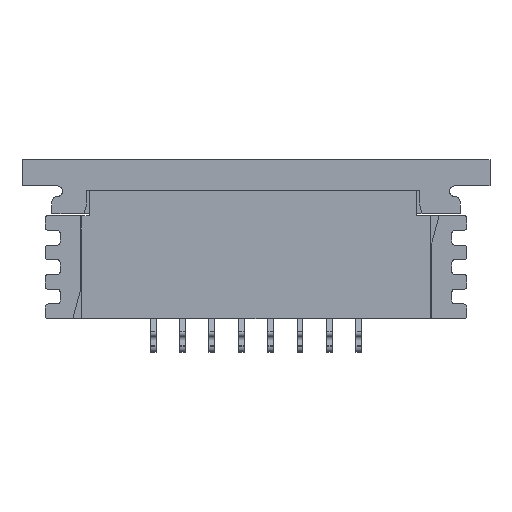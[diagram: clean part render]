
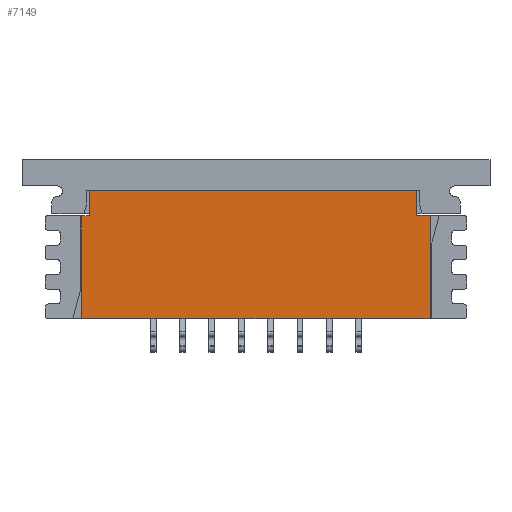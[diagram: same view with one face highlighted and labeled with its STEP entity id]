
A CAD part, front view. The second image highlights one B-rep face of the part: STEP entity #7149.
In plain terms, the highlighted planar face has unit normal (0, -1, 0).
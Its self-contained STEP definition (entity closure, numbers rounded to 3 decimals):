
#72=DIRECTION('',(1.,0.,0.));
#73=VECTOR('',#72,0.26);
#74=CARTESIAN_POINT('',(-5.935,-1.245,-0.87));
#75=LINE('',#74,#73);
#76=DIRECTION('',(1.,0.,0.));
#77=VECTOR('',#76,0.46);
#78=CARTESIAN_POINT('',(5.475,-1.245,-0.87));
#79=LINE('',#78,#77);
#80=DIRECTION('',(0.,0.,1.));
#81=VECTOR('',#80,3.5);
#82=CARTESIAN_POINT('',(5.935,-1.245,-4.37));
#83=LINE('',#82,#81);
#84=DIRECTION('',(-1.,0.,0.));
#85=VECTOR('',#84,11.87);
#86=CARTESIAN_POINT('',(5.935,-1.245,-4.37));
#87=LINE('',#86,#85);
#88=DIRECTION('',(0.,0.,1.));
#89=VECTOR('',#88,3.5);
#90=CARTESIAN_POINT('',(-5.935,-1.245,-4.37));
#91=LINE('',#90,#89);
#954=DIRECTION('',(-1.,0.,0.));
#955=VECTOR('',#954,11.15);
#956=CARTESIAN_POINT('',(5.475,-1.245,0.));
#957=LINE('',#956,#955);
#1116=DIRECTION('',(0.,0.,1.));
#1117=VECTOR('',#1116,0.87);
#1118=CARTESIAN_POINT('',(5.475,-1.245,-0.87));
#1119=LINE('',#1118,#1117);
#2840=DIRECTION('',(0.,0.,1.));
#2841=VECTOR('',#2840,0.87);
#2842=CARTESIAN_POINT('',(-5.675,-1.245,-0.87));
#2843=LINE('',#2842,#2841);
#5452=CARTESIAN_POINT('',(5.935,-1.245,-4.37));
#5453=CARTESIAN_POINT('',(5.935,-1.245,-0.87));
#5454=VERTEX_POINT('',#5452);
#5455=VERTEX_POINT('',#5453);
#5456=CARTESIAN_POINT('',(-5.935,-1.245,-4.37));
#5457=CARTESIAN_POINT('',(-5.935,-1.245,-0.87));
#5458=VERTEX_POINT('',#5456);
#5459=VERTEX_POINT('',#5457);
#5704=CARTESIAN_POINT('',(5.475,-1.245,-0.87));
#5706=VERTEX_POINT('',#5704);
#5722=CARTESIAN_POINT('',(5.475,-1.245,0.));
#5723=VERTEX_POINT('',#5722);
#5732=CARTESIAN_POINT('',(-5.675,-1.245,-0.87));
#5734=VERTEX_POINT('',#5732);
#5750=CARTESIAN_POINT('',(-5.675,-1.245,0.));
#5751=VERTEX_POINT('',#5750);
#7126=CARTESIAN_POINT('',(0.,-1.245,0.));
#7127=DIRECTION('',(0.,1.,0.));
#7128=DIRECTION('',(1.,0.,0.));
#7129=AXIS2_PLACEMENT_3D('',#7126,#7127,#7128);
#7130=PLANE('',#7129);
#7132=ORIENTED_EDGE('',*,*,#7131,.T.);
#7134=ORIENTED_EDGE('',*,*,#7133,.T.);
#7136=ORIENTED_EDGE('',*,*,#7135,.F.);
#7138=ORIENTED_EDGE('',*,*,#7137,.F.);
#7140=ORIENTED_EDGE('',*,*,#7139,.T.);
#7142=ORIENTED_EDGE('',*,*,#7141,.F.);
#7144=ORIENTED_EDGE('',*,*,#7143,.T.);
#7146=ORIENTED_EDGE('',*,*,#7145,.T.);
#7147=EDGE_LOOP('',(#7132,#7134,#7136,#7138,#7140,#7142,#7144,#7146));
#7148=FACE_OUTER_BOUND('',#7147,.F.);
#7149=ADVANCED_FACE('',(#7148),#7130,.F.);
#7131=EDGE_CURVE('',#5459,#5734,#75,.T.);
#7133=EDGE_CURVE('',#5734,#5751,#2843,.T.);
#7135=EDGE_CURVE('',#5723,#5751,#957,.T.);
#7137=EDGE_CURVE('',#5706,#5723,#1119,.T.);
#7139=EDGE_CURVE('',#5706,#5455,#79,.T.);
#7141=EDGE_CURVE('',#5454,#5455,#83,.T.);
#7143=EDGE_CURVE('',#5454,#5458,#87,.T.);
#7145=EDGE_CURVE('',#5458,#5459,#91,.T.);
